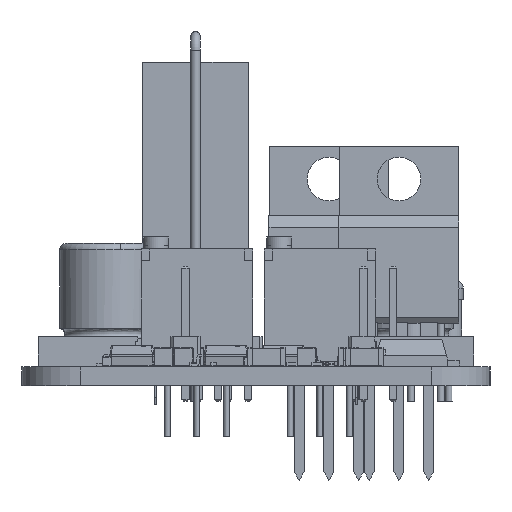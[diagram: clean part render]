
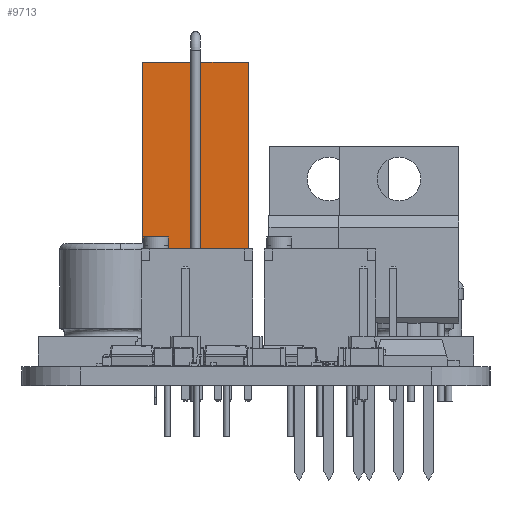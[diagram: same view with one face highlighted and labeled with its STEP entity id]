
A CAD part, left-side view. The second image highlights one B-rep face of the part: STEP entity #9713.
In plain terms, the highlighted face is planar.
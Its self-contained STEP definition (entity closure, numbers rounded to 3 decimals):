
#9657 = VERTEX_POINT('',#9658);
#9658 = CARTESIAN_POINT('',(4.5,-4.5,26.));
#9664 = EDGE_CURVE('',#9665,#9657,#9667,.T.);
#9665 = VERTEX_POINT('',#9666);
#9666 = CARTESIAN_POINT('',(4.5,-4.5,1.));
#9667 = LINE('',#9668,#9669);
#9668 = CARTESIAN_POINT('',(4.5,-4.5,1.));
#9669 = VECTOR('',#9670,1.);
#9670 = DIRECTION('',(0.,0.,1.));
#9713 = ADVANCED_FACE('',(#9714),#9739,.F.);
#9714 = FACE_BOUND('',#9715,.F.);
#9715 = EDGE_LOOP('',(#9716,#9717,#9725,#9733));
#9716 = ORIENTED_EDGE('',*,*,#9664,.T.);
#9717 = ORIENTED_EDGE('',*,*,#9718,.T.);
#9718 = EDGE_CURVE('',#9657,#9719,#9721,.T.);
#9719 = VERTEX_POINT('',#9720);
#9720 = CARTESIAN_POINT('',(4.5,4.5,26.));
#9721 = LINE('',#9722,#9723);
#9722 = CARTESIAN_POINT('',(4.5,-4.5,26.));
#9723 = VECTOR('',#9724,1.);
#9724 = DIRECTION('',(0.,1.,0.));
#9725 = ORIENTED_EDGE('',*,*,#9726,.F.);
#9726 = EDGE_CURVE('',#9727,#9719,#9729,.T.);
#9727 = VERTEX_POINT('',#9728);
#9728 = CARTESIAN_POINT('',(4.5,4.5,1.));
#9729 = LINE('',#9730,#9731);
#9730 = CARTESIAN_POINT('',(4.5,4.5,1.));
#9731 = VECTOR('',#9732,1.);
#9732 = DIRECTION('',(0.,0.,1.));
#9733 = ORIENTED_EDGE('',*,*,#9734,.F.);
#9734 = EDGE_CURVE('',#9665,#9727,#9735,.T.);
#9735 = LINE('',#9736,#9737);
#9736 = CARTESIAN_POINT('',(4.5,-4.5,1.));
#9737 = VECTOR('',#9738,1.);
#9738 = DIRECTION('',(0.,1.,0.));
#9739 = PLANE('',#9740);
#9740 = AXIS2_PLACEMENT_3D('',#9741,#9742,#9743);
#9741 = CARTESIAN_POINT('',(4.5,-4.5,1.));
#9742 = DIRECTION('',(-1.,0.,0.));
#9743 = DIRECTION('',(0.,1.,0.));
